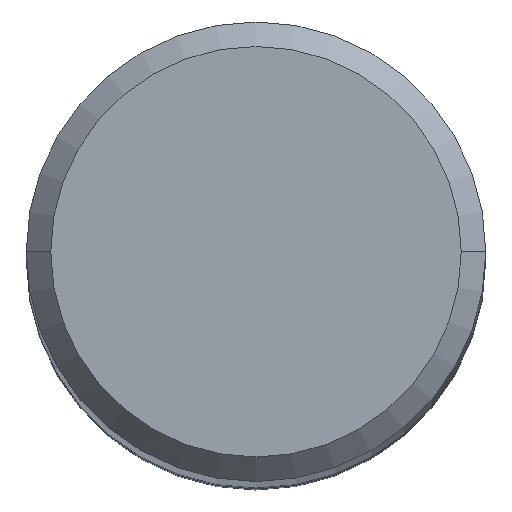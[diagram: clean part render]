
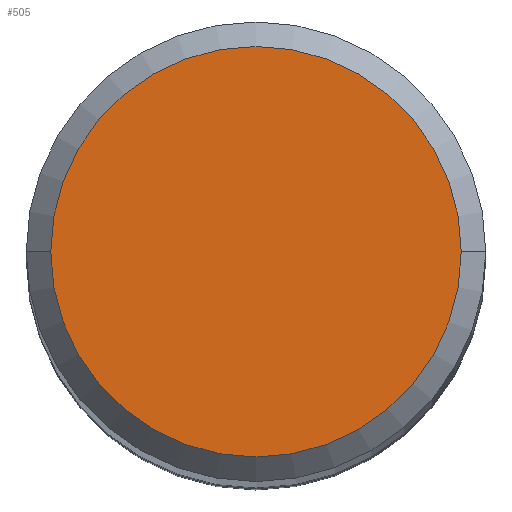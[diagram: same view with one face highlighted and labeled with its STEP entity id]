
A CAD part, top view. The second image highlights one B-rep face of the part: STEP entity #505.
In plain terms, the highlighted planar face has unit normal (0, 0, 1).
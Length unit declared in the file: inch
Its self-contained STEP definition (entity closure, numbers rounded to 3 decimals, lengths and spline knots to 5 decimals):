
#7 = CARTESIAN_POINT ( 'NONE',  ( 0., 0.1675, 0. ) ) ;
#9 = PLANE ( 'NONE',  #560 ) ;
#10 = DIRECTION ( 'NONE',  ( 1., 0., 0. ) ) ;
#104 = AXIS2_PLACEMENT_3D ( 'NONE', #132, #390, #10 ) ;
#132 = CARTESIAN_POINT ( 'NONE',  ( 0., 0., 0. ) ) ;
#148 = ORIENTED_EDGE ( 'NONE', *, *, #171, .T. ) ;
#171 = EDGE_CURVE ( 'NONE', #335, #473, #358, .T. ) ;
#299 = CARTESIAN_POINT ( 'NONE',  ( -0.1675, 0., 0. ) ) ;
#300 = EDGE_LOOP ( 'NONE', ( #148, #489 ) ) ;
#335 = VERTEX_POINT ( 'NONE', #299 ) ;
#358 = CIRCLE ( 'NONE', #104, 0.1675 ) ;
#390 = DIRECTION ( 'NONE',  ( 0., 0., 1. ) ) ;
#445 = DIRECTION ( 'NONE',  ( -1., 0., 0. ) ) ;
#473 = VERTEX_POINT ( 'NONE', #566 ) ;
#489 = ORIENTED_EDGE ( 'NONE', *, *, #629, .T. ) ;
#505 = ADVANCED_FACE ( 'NONE', ( #574 ), #9, .F. ) ;
#535 = DIRECTION ( 'NONE',  ( 1., 0., 0. ) ) ;
#560 = AXIS2_PLACEMENT_3D ( 'NONE', #7, #643, #445 ) ;
#566 = CARTESIAN_POINT ( 'NONE',  ( 0.1675, 0., 0. ) ) ;
#574 = FACE_OUTER_BOUND ( 'NONE', #300, .T. ) ;
#582 = CARTESIAN_POINT ( 'NONE',  ( 0., 0., 0. ) ) ;
#629 = EDGE_CURVE ( 'NONE', #473, #335, #664, .T. ) ;
#643 = DIRECTION ( 'NONE',  ( 0., 0., -1. ) ) ;
#664 = CIRCLE ( 'NONE', #753, 0.1675 ) ;
#710 = DIRECTION ( 'NONE',  ( 0., 0., 1. ) ) ;
#753 = AXIS2_PLACEMENT_3D ( 'NONE', #582, #710, #535 ) ;
